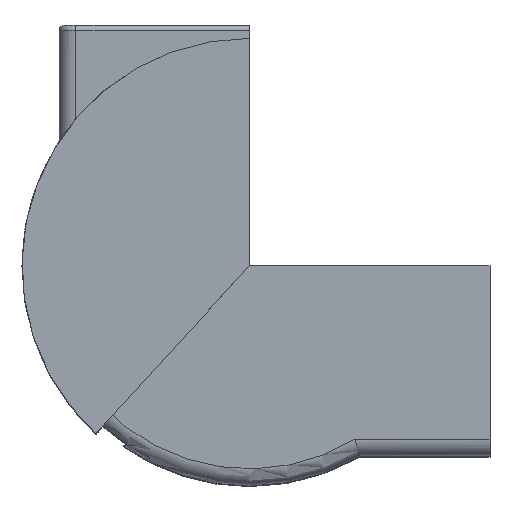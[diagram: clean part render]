
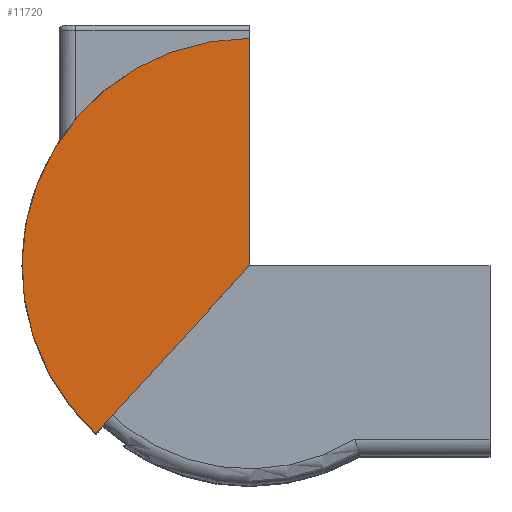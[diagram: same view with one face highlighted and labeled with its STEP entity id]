
A CAD part, top view. The second image highlights one B-rep face of the part: STEP entity #11720.
In plain terms, the highlighted planar face has unit normal (0, 0, 1).
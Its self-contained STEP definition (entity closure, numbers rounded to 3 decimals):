
#7140=CARTESIAN_POINT('',(161.403,23.815,
-35.361));
#7150=DIRECTION('',(-0.,-0.,-1.));
#7160=DIRECTION('',(0.676,0.737,0.));
#7170=AXIS2_PLACEMENT_3D('',#7140,#7150,#7160);
#7180=CIRCLE('',#7170,66.2);
#7190=CARTESIAN_POINT('',(116.679,-24.992,
-35.361));
#7200=VERTEX_POINT('',#7190);
#7210=CARTESIAN_POINT('',(161.403,90.015,
-35.361));
#7220=VERTEX_POINT('',#7210);
#7230=EDGE_CURVE('',#7200,#7220,#7180,.T.);
#11500=CARTESIAN_POINT('',(141.44,2.029,
-35.361));
#11510=DIRECTION('',(0.,-0.,1.));
#11520=DIRECTION('',(0.676,0.737,0.));
#11530=AXIS2_PLACEMENT_3D('',#11500,#11510,#11520);
#11540=PLANE('',#11530);
#11550=CARTESIAN_POINT('',(161.403,0.,-35.361));
#11560=DIRECTION('',(0.,1.,-0.));
#11570=VECTOR('',#11560,1.);
#11580=LINE('',#11550,#11570);
#11590=CARTESIAN_POINT('',(161.403,23.815,
-35.361));
#11600=VERTEX_POINT('',#11590);
#11610=EDGE_CURVE('',#11600,#7220,#11580,.T.);
#11620=ORIENTED_EDGE('',*,*,#11610,.T.);
#11630=CARTESIAN_POINT('',(139.581,0.,-35.361));
#11640=DIRECTION('',(-0.676,-0.737,0.));
#11650=VECTOR('',#11640,1.);
#11660=LINE('',#11630,#11650);
#11670=EDGE_CURVE('',#11600,#7200,#11660,.T.);
#11680=ORIENTED_EDGE('',*,*,#11670,.F.);
#11690=ORIENTED_EDGE('',*,*,#7230,.F.);
#11700=EDGE_LOOP('',(#11690,#11680,#11620));
#11710=FACE_OUTER_BOUND('',#11700,.T.);
#11720=ADVANCED_FACE('',(#11710),#11540,.T.);
